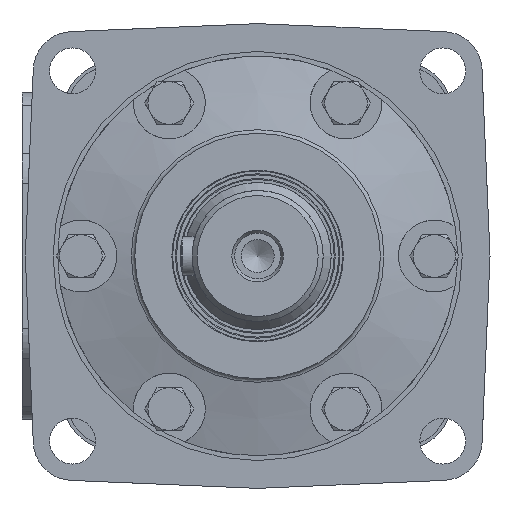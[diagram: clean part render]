
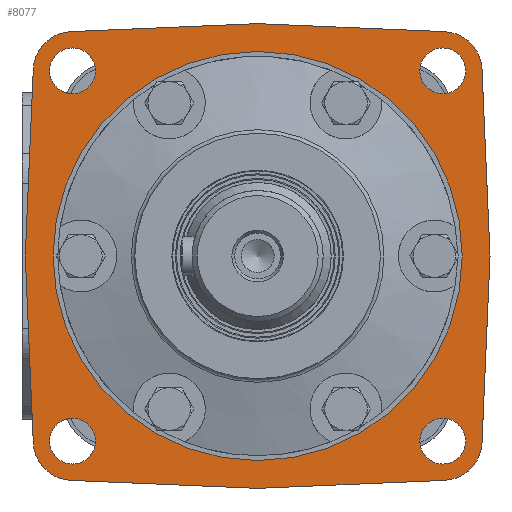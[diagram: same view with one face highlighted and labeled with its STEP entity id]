
A CAD part, left-side view. The second image highlights one B-rep face of the part: STEP entity #8077.
In plain terms, the highlighted planar face has unit normal (-1, 0, 0).
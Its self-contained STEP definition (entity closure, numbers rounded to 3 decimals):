
#907=LINE('',#13782,#1445);
#912=LINE('',#13792,#1450);
#916=LINE('',#13799,#1454);
#921=LINE('',#13809,#1459);
#925=LINE('',#13816,#1463);
#930=LINE('',#13826,#1468);
#934=LINE('',#13833,#1472);
#939=LINE('',#13843,#1477);
#1445=VECTOR('',#11059,1000.);
#1450=VECTOR('',#11066,1000.);
#1454=VECTOR('',#11072,1000.);
#1459=VECTOR('',#11079,1000.);
#1463=VECTOR('',#11085,1000.);
#1468=VECTOR('',#11092,1000.);
#1472=VECTOR('',#11098,1000.);
#1477=VECTOR('',#11105,1000.);
#3045=ORIENTED_EDGE('',*,*,#4519,.T.);
#3046=ORIENTED_EDGE('',*,*,#4513,.T.);
#3047=ORIENTED_EDGE('',*,*,#4511,.T.);
#3048=ORIENTED_EDGE('',*,*,#4509,.T.);
#3049=ORIENTED_EDGE('',*,*,#4507,.T.);
#3050=ORIENTED_EDGE('',*,*,#4565,.F.);
#3051=ORIENTED_EDGE('',*,*,#4518,.F.);
#3052=ORIENTED_EDGE('',*,*,#4597,.F.);
#3053=ORIENTED_EDGE('',*,*,#4592,.F.);
#3054=ORIENTED_EDGE('',*,*,#4506,.F.);
#3055=ORIENTED_EDGE('',*,*,#4588,.F.);
#3056=ORIENTED_EDGE('',*,*,#4583,.F.);
#3057=ORIENTED_EDGE('',*,*,#4502,.F.);
#3058=ORIENTED_EDGE('',*,*,#4579,.F.);
#3059=ORIENTED_EDGE('',*,*,#4574,.F.);
#3060=ORIENTED_EDGE('',*,*,#4498,.F.);
#3061=ORIENTED_EDGE('',*,*,#4570,.F.);
#4498=EDGE_CURVE('',#5395,#5392,#5874,.T.);
#4502=EDGE_CURVE('',#5399,#5396,#5876,.T.);
#4506=EDGE_CURVE('',#5403,#5400,#5878,.T.);
#4507=EDGE_CURVE('',#5404,#5404,#5879,.T.);
#4509=EDGE_CURVE('',#5406,#5406,#5881,.T.);
#4511=EDGE_CURVE('',#5408,#5408,#5883,.T.);
#4513=EDGE_CURVE('',#5410,#5410,#5885,.T.);
#4518=EDGE_CURVE('',#5415,#5412,#5888,.T.);
#4519=EDGE_CURVE('',#5416,#5416,#5889,.T.);
#4565=EDGE_CURVE('',#5412,#5456,#907,.T.);
#4570=EDGE_CURVE('',#5456,#5395,#912,.T.);
#4574=EDGE_CURVE('',#5392,#5462,#916,.T.);
#4579=EDGE_CURVE('',#5462,#5399,#921,.T.);
#4583=EDGE_CURVE('',#5396,#5468,#925,.T.);
#4588=EDGE_CURVE('',#5468,#5403,#930,.T.);
#4592=EDGE_CURVE('',#5400,#5474,#934,.T.);
#4597=EDGE_CURVE('',#5474,#5415,#939,.T.);
#5392=VERTEX_POINT('',#13564);
#5395=VERTEX_POINT('',#13569);
#5396=VERTEX_POINT('',#13573);
#5399=VERTEX_POINT('',#13578);
#5400=VERTEX_POINT('',#13582);
#5403=VERTEX_POINT('',#13587);
#5404=VERTEX_POINT('',#13591);
#5406=VERTEX_POINT('',#13596);
#5408=VERTEX_POINT('',#13601);
#5410=VERTEX_POINT('',#13606);
#5412=VERTEX_POINT('',#13611);
#5415=VERTEX_POINT('',#13616);
#5416=VERTEX_POINT('',#13620);
#5456=VERTEX_POINT('',#13783);
#5462=VERTEX_POINT('',#13800);
#5468=VERTEX_POINT('',#13817);
#5474=VERTEX_POINT('',#13834);
#5874=CIRCLE('',#8921,12.);
#5876=CIRCLE('',#8924,12.);
#5878=CIRCLE('',#8927,12.);
#5879=CIRCLE('',#8929,7.);
#5881=CIRCLE('',#8932,7.);
#5883=CIRCLE('',#8935,7.);
#5885=CIRCLE('',#8938,7.);
#5888=CIRCLE('',#8942,12.);
#5889=CIRCLE('',#8944,62.5);
#6504=EDGE_LOOP('',(#3045));
#6505=EDGE_LOOP('',(#3046));
#6506=EDGE_LOOP('',(#3047));
#6507=EDGE_LOOP('',(#3048));
#6508=EDGE_LOOP('',(#3049));
#6509=EDGE_LOOP('',(#3050,#3051,#3052,#3053,#3054,#3055,#3056,#3057,#3058,
#3059,#3060,#3061));
#7230=FACE_BOUND('',#6504,.T.);
#7231=FACE_BOUND('',#6505,.T.);
#7232=FACE_BOUND('',#6506,.T.);
#7233=FACE_BOUND('',#6507,.T.);
#7234=FACE_BOUND('',#6508,.T.);
#7235=FACE_BOUND('',#6509,.T.);
#7644=PLANE('',#8992);
#8077=ADVANCED_FACE('',(#7230,#7231,#7232,#7233,#7234,#7235),#7644,.F.);
#8921=AXIS2_PLACEMENT_3D('',#13570,#10911,#10912);
#8924=AXIS2_PLACEMENT_3D('',#13579,#10919,#10920);
#8927=AXIS2_PLACEMENT_3D('',#13588,#10927,#10928);
#8929=AXIS2_PLACEMENT_3D('',#13590,#10931,#10932);
#8932=AXIS2_PLACEMENT_3D('',#13595,#10937,#10938);
#8935=AXIS2_PLACEMENT_3D('',#13600,#10943,#10944);
#8938=AXIS2_PLACEMENT_3D('',#13605,#10949,#10950);
#8942=AXIS2_PLACEMENT_3D('',#13617,#10959,#10960);
#8944=AXIS2_PLACEMENT_3D('',#13619,#10963,#10964);
#8992=AXIS2_PLACEMENT_3D('',#13845,#11107,#11108);
#10911=DIRECTION('',(1.,0.,0.));
#10912=DIRECTION('',(0.,0.,-1.));
#10919=DIRECTION('',(1.,0.,0.));
#10920=DIRECTION('',(0.,0.,-1.));
#10927=DIRECTION('',(1.,0.,0.));
#10928=DIRECTION('',(0.,0.,-1.));
#10931=DIRECTION('',(1.,0.,0.));
#10932=DIRECTION('',(0.,0.,-1.));
#10937=DIRECTION('',(1.,0.,0.));
#10938=DIRECTION('',(0.,0.,-1.));
#10943=DIRECTION('',(1.,0.,0.));
#10944=DIRECTION('',(0.,0.,-1.));
#10949=DIRECTION('',(1.,0.,0.));
#10950=DIRECTION('',(0.,0.,-1.));
#10959=DIRECTION('',(1.,0.,0.));
#10960=DIRECTION('',(0.,0.,-1.));
#10963=DIRECTION('',(1.,0.,0.));
#10964=DIRECTION('',(0.,0.,-1.));
#11059=DIRECTION('',(0.,-0.999,0.043));
#11066=DIRECTION('',(0.,-0.999,-0.043));
#11072=DIRECTION('',(0.,-0.043,-0.999));
#11079=DIRECTION('',(0.,0.043,-0.999));
#11085=DIRECTION('',(0.,0.999,-0.043));
#11092=DIRECTION('',(0.,0.999,0.043));
#11098=DIRECTION('',(0.,0.043,0.999));
#11105=DIRECTION('',(0.,-0.043,0.999));
#11107=DIRECTION('',(1.,0.,0.));
#11108=DIRECTION('',(0.,0.,-1.));
#13564=CARTESIAN_POINT('',(30.5,-68.558,57.082));
#13569=CARTESIAN_POINT('',(30.5,-57.082,68.558));
#13570=CARTESIAN_POINT('',(30.5,-56.569,56.569));
#13573=CARTESIAN_POINT('',(30.5,-57.082,-68.558));
#13578=CARTESIAN_POINT('',(30.5,-68.558,-57.082));
#13579=CARTESIAN_POINT('',(30.5,-56.569,-56.569));
#13582=CARTESIAN_POINT('',(30.5,68.558,-57.082));
#13587=CARTESIAN_POINT('',(30.5,57.082,-68.558));
#13588=CARTESIAN_POINT('',(30.5,56.569,-56.569));
#13590=CARTESIAN_POINT('',(30.5,56.57,-56.57));
#13591=CARTESIAN_POINT('',(30.5,56.57,-63.57));
#13595=CARTESIAN_POINT('',(30.5,-56.57,-56.57));
#13596=CARTESIAN_POINT('',(30.5,-56.57,-63.57));
#13600=CARTESIAN_POINT('',(30.5,56.57,56.57));
#13601=CARTESIAN_POINT('',(30.5,56.57,49.57));
#13605=CARTESIAN_POINT('',(30.5,-56.57,56.57));
#13606=CARTESIAN_POINT('',(30.5,-56.57,49.57));
#13611=CARTESIAN_POINT('',(30.5,57.082,68.558));
#13616=CARTESIAN_POINT('',(30.5,68.558,57.082));
#13617=CARTESIAN_POINT('',(30.5,56.569,56.569));
#13619=CARTESIAN_POINT('',(30.5,0.,0.));
#13620=CARTESIAN_POINT('',(30.5,0.,-62.5));
#13782=CARTESIAN_POINT('',(30.5,57.082,68.558));
#13783=CARTESIAN_POINT('',(30.5,0.,71.));
#13792=CARTESIAN_POINT('',(30.5,0.,71.));
#13799=CARTESIAN_POINT('',(30.5,-68.558,57.082));
#13800=CARTESIAN_POINT('',(30.5,-71.,0.));
#13809=CARTESIAN_POINT('',(30.5,-71.,0.));
#13816=CARTESIAN_POINT('',(30.5,-57.082,-68.558));
#13817=CARTESIAN_POINT('',(30.5,0.,-71.));
#13826=CARTESIAN_POINT('',(30.5,0.,-71.));
#13833=CARTESIAN_POINT('',(30.5,68.558,-57.082));
#13834=CARTESIAN_POINT('',(30.5,71.,0.));
#13843=CARTESIAN_POINT('',(30.5,71.,0.));
#13845=CARTESIAN_POINT('',(30.5,-56.569,56.569));
